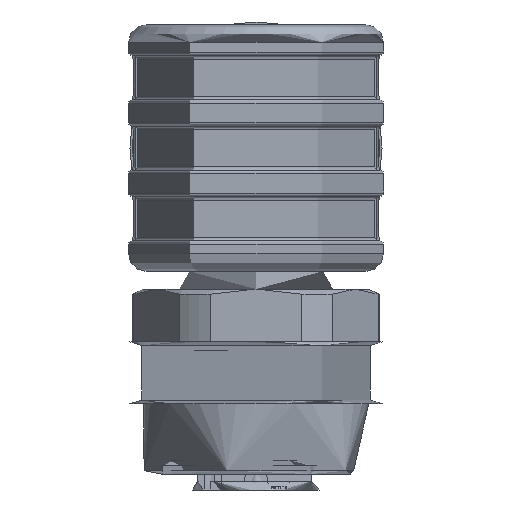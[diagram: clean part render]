
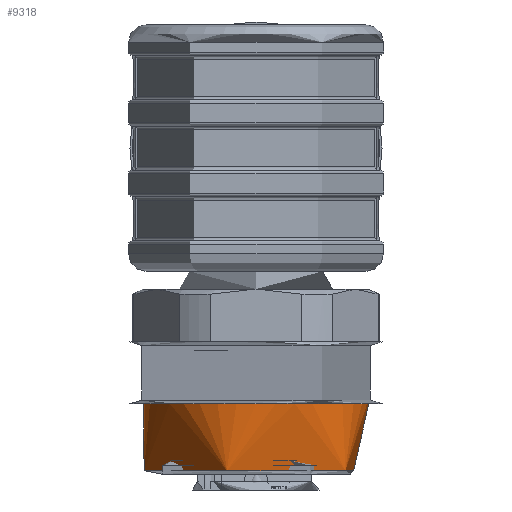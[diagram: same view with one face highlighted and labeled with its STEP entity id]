
A CAD part, left-side view. The second image highlights one B-rep face of the part: STEP entity #9318.
In plain terms, the highlighted cylindrical face has radius 6.4 mm (diameter 12.8 mm), a full revolution.
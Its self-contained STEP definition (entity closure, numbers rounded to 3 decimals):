
#1989=FACE_BOUND($,#2816,.T.);
#2206=FACE_OUTER_BOUND($,#2815,.T.);
#2815=EDGE_LOOP($,(#6773));
#2816=EDGE_LOOP($,(#6774));
#3483=CIRCLE($,#10031,6.4);
#3484=CIRCLE($,#10032,6.4);
#4053=VERTEX_POINT($,#14924);
#4054=VERTEX_POINT($,#14926);
#5077=EDGE_CURVE($,#4053,#4053,#3483,.T.);
#5078=EDGE_CURVE($,#4054,#4054,#3484,.T.);
#6773=ORIENTED_EDGE($,*,*,#5077,.T.);
#6774=ORIENTED_EDGE($,*,*,#5078,.T.);
#9050=CYLINDRICAL_SURFACE($,#10030,6.4);
#9318=ADVANCED_FACE($,(#2206,#1989),#9050,.T.);
#10030=AXIS2_PLACEMENT_3D($,#14923,#11465,#11466);
#10031=AXIS2_PLACEMENT_3D($,#14925,#11467,#11468);
#10032=AXIS2_PLACEMENT_3D($,#14927,#11469,#11470);
#11465=DIRECTION('center_axis',(0.,0.,
-1.));
#11466=DIRECTION('ref_axis',(0.5,-0.866,0.));
#11467=DIRECTION('center_axis',(0.,0.,1.));
#11468=DIRECTION('ref_axis',(0.866,0.5,0.));
#11469=DIRECTION('center_axis',(0.,0.,
-1.));
#11470=DIRECTION('ref_axis',(-0.5,0.866,0.));
#14923=CARTESIAN_POINT('Origin',(60.,60.,-18.5));
#14924=CARTESIAN_POINT('',(65.543,63.2,-18.3));
#14925=CARTESIAN_POINT('Origin',(60.,60.,-18.3));
#14926=CARTESIAN_POINT('',(56.8,65.543,-14.5));
#14927=CARTESIAN_POINT('Origin',(60.,60.,-14.5));
